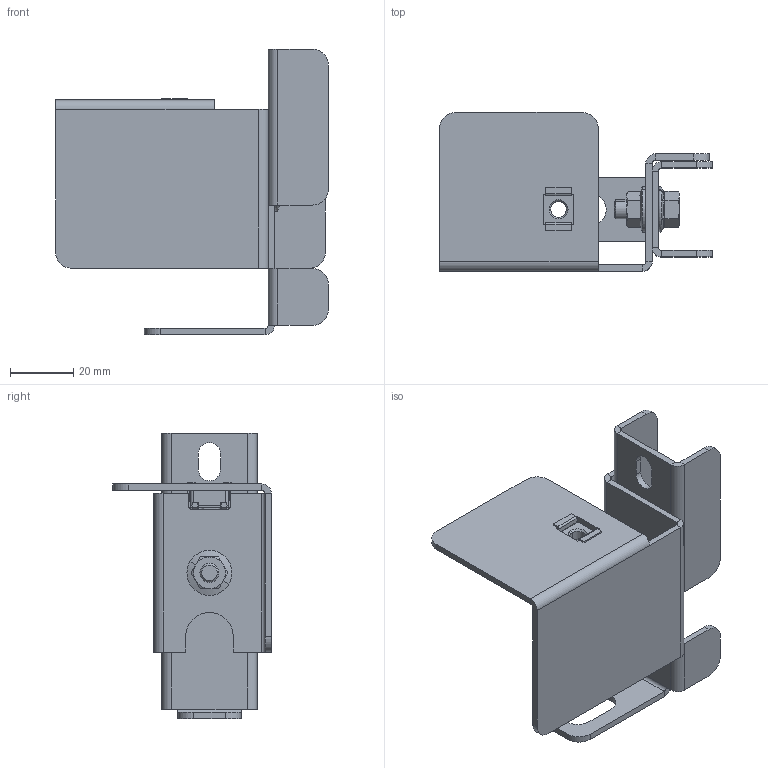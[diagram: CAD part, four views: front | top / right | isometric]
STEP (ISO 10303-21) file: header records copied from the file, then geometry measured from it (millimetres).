
FILE_DESCRIPTION (( 'STEP AP203' ), '1' );
FILE_NAME ('Ðèñ. 3 óñòàíîâêà ïðîôèëåé.STEP', '2024-02-05T12:53:45', ( '' ), ( '' ), 'SwSTEP 2.0', 'SolidWorks 2022', '' );
FILE_SCHEMA (( 'CONFIG_CONTROL_DESIGN' ));
Length unit declared in the file: millimetre
Products named in the file (7): КИВА 240.02.01_КИВА 240.02.01; Рис. 2 установка подв. профиля; IND-M1F-03-0002_Гайка закладная M6-ZI-095-27 OCYNK; КИВА 240.02.02-15_-15 (В=150); Гайка фланцевая DIN 6923_М6; Болт фланцевый DIN 6921_M6x14; Рис. 3 установка профилей
Assembly tree (6 placements, depth 3):
  Рис. 3 установка профилей
    Рис. 2 установка подв. профиля
      КИВА 240.02.02-15_-15 (В=150)
      КИВА 240.02.01_КИВА 240.02.01
      Болт фланцевый DIN 6921_M6x14
      Гайка фланцевая DIN 6923_М6
      IND-M1F-03-0002_Гайка закладная M6-ZI-095-27 OCYNK
Bounding box: 86 x 50 x 90 mm (x, y, z)
Volume: 28601.6 mm3; surface area: 31037 mm2
Topology: 5 solids, 5 shells, 283 faces, 722 edges, 448 vertices
Faces by surface type: plane 155, cylinder 98, cone 22, bspline 6, torus 2
Entity records: 9561 total; most frequent: CARTESIAN_POINT 1979, ORIENTED_EDGE 1444, DIRECTION 1424, EDGE_CURVE 722, AXIS2_PLACEMENT_3D 495, VERTEX_POINT 448, VECTOR 434, LINE 434
